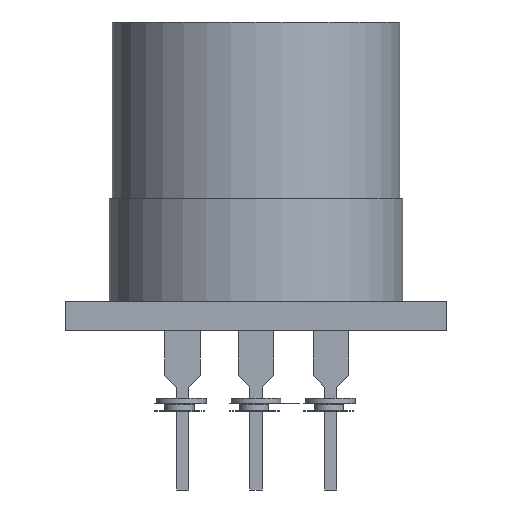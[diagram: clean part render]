
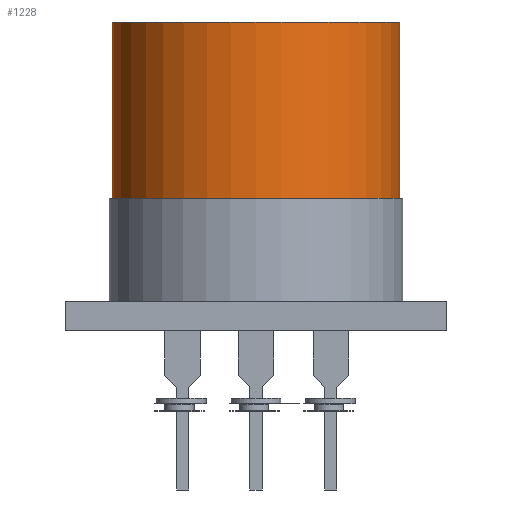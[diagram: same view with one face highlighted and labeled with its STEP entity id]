
A CAD part, front view. The second image highlights one B-rep face of the part: STEP entity #1228.
In plain terms, the highlighted cylindrical face has radius 4.9 mm (diameter 9.8 mm), a full revolution.
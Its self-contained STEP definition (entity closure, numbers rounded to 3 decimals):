
#1228=ADVANCED_FACE('',(#1852,#1854),#1856,.T.);
#1852=FACE_OUTER_BOUND('',#1853,.T.);
#1853=EDGE_LOOP('',(#2622));
#1854=FACE_OUTER_BOUND('',#1855,.T.);
#1855=EDGE_LOOP('',(#2623));
#1856=CYLINDRICAL_SURFACE('',#1857,4.9);
#1857=AXIS2_PLACEMENT_3D('',#1858,#1859,#1860);
#1858=CARTESIAN_POINT('',(0.,0.,4.));
#1859=DIRECTION('',(0.,0.,1.));
#1860=DIRECTION('',(0.,-1.,0.));
#2622=ORIENTED_EDGE('',*,*,#3532,.F.);
#2623=ORIENTED_EDGE('',*,*,#3535,.T.);
#3532=EDGE_CURVE('',#3890,#3890,#3891,.T.);
#3535=EDGE_CURVE('',#3896,#3896,#3897,.T.);
#3890=VERTEX_POINT('',#4598);
#3891=CIRCLE('',#4599,4.9);
#3896=VERTEX_POINT('',#4613);
#3897=CIRCLE('',#4614,4.9);
#4598=CARTESIAN_POINT('',(0.,-4.9,10.));
#4599=AXIS2_PLACEMENT_3D('',#4600,#4601,#4602);
#4600=CARTESIAN_POINT('',(0.,0.,10.));
#4601=DIRECTION('',(0.,0.,1.));
#4602=DIRECTION('',(0.,-1.,0.));
#4613=CARTESIAN_POINT('',(0.,-4.9,4.));
#4614=AXIS2_PLACEMENT_3D('',#4615,#4616,#4617);
#4615=CARTESIAN_POINT('',(0.,0.,4.));
#4616=DIRECTION('',(0.,0.,1.));
#4617=DIRECTION('',(0.,-1.,0.));
